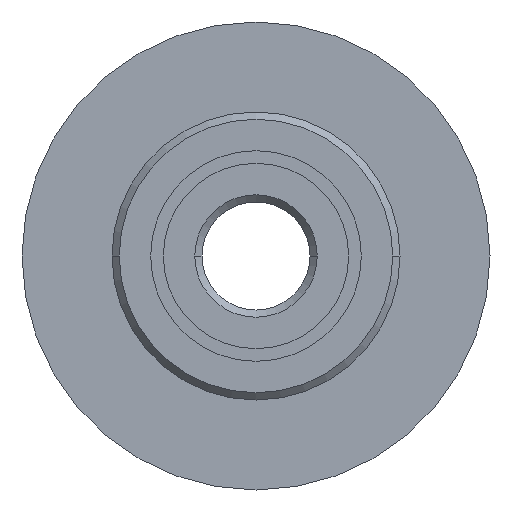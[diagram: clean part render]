
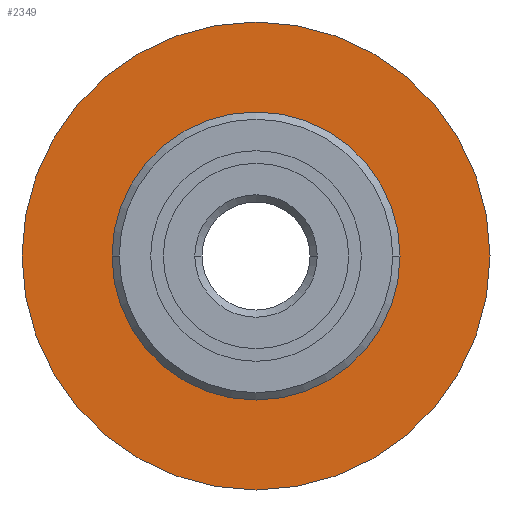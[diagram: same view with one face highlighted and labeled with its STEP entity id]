
A CAD part, front view. The second image highlights one B-rep face of the part: STEP entity #2349.
In plain terms, the highlighted planar face has unit normal (0, -1, 0).
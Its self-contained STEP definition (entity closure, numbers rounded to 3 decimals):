
#47 = CIRCLE ( 'NONE', #894, 6.5 ) ;
#81 = VERTEX_POINT ( 'NONE', #762 ) ;
#99 = VERTEX_POINT ( 'NONE', #1089 ) ;
#206 = DIRECTION ( 'NONE',  ( 0., 0., 1. ) ) ;
#207 = DIRECTION ( 'NONE',  ( 0., 0., 1. ) ) ;
#246 = ORIENTED_EDGE ( 'NONE', *, *, #284, .F. ) ;
#284 = EDGE_CURVE ( 'NONE', #1661, #81, #47, .T. ) ;
#398 = EDGE_CURVE ( 'NONE', #99, #2203, #652, .T. ) ;
#524 = CARTESIAN_POINT ( 'NONE',  ( 0., -4.2, -6.5 ) ) ;
#569 = DIRECTION ( 'NONE',  ( 0., 0., 1. ) ) ;
#599 = FACE_BOUND ( 'NONE', #1255, .T. ) ;
#652 = CIRCLE ( 'NONE', #838, 4. ) ;
#750 = DIRECTION ( 'NONE',  ( 0., 1., 0. ) ) ;
#762 = CARTESIAN_POINT ( 'NONE',  ( 0., -4.2, 6.5 ) ) ;
#808 = CARTESIAN_POINT ( 'NONE',  ( 0., -4.2, -4. ) ) ;
#838 = AXIS2_PLACEMENT_3D ( 'NONE', #1052, #2691, #569 ) ;
#874 = DIRECTION ( 'NONE',  ( 0., -1., 0. ) ) ;
#894 = AXIS2_PLACEMENT_3D ( 'NONE', #2589, #750, #206 ) ;
#928 = DIRECTION ( 'NONE',  ( 0., 0., 1. ) ) ;
#1052 = CARTESIAN_POINT ( 'NONE',  ( 0., -4.2, 0. ) ) ;
#1089 = CARTESIAN_POINT ( 'NONE',  ( 0., -4.2, 4. ) ) ;
#1148 = DIRECTION ( 'NONE',  ( 0., 1., 0. ) ) ;
#1255 = EDGE_LOOP ( 'NONE', ( #1351, #1946 ) ) ;
#1290 = CARTESIAN_POINT ( 'NONE',  ( 0., -4.2, 0. ) ) ;
#1351 = ORIENTED_EDGE ( 'NONE', *, *, #2271, .T. ) ;
#1407 = AXIS2_PLACEMENT_3D ( 'NONE', #2427, #1148, #928 ) ;
#1451 = EDGE_CURVE ( 'NONE', #81, #1661, #2016, .T. ) ;
#1525 = DIRECTION ( 'NONE',  ( 0., 0., 1. ) ) ;
#1661 = VERTEX_POINT ( 'NONE', #524 ) ;
#1785 = EDGE_LOOP ( 'NONE', ( #2035, #246 ) ) ;
#1786 = AXIS2_PLACEMENT_3D ( 'NONE', #2151, #874, #1525 ) ;
#1937 = PLANE ( 'NONE',  #1786 ) ;
#1946 = ORIENTED_EDGE ( 'NONE', *, *, #398, .T. ) ;
#2016 = CIRCLE ( 'NONE', #2573, 6.5 ) ;
#2035 = ORIENTED_EDGE ( 'NONE', *, *, #1451, .F. ) ;
#2089 = FACE_OUTER_BOUND ( 'NONE', #1785, .T. ) ;
#2145 = DIRECTION ( 'NONE',  ( 0., 1., 0. ) ) ;
#2151 = CARTESIAN_POINT ( 'NONE',  ( 0., -4.2, 0. ) ) ;
#2203 = VERTEX_POINT ( 'NONE', #808 ) ;
#2271 = EDGE_CURVE ( 'NONE', #2203, #99, #2448, .T. ) ;
#2349 = ADVANCED_FACE ( 'NONE', ( #2089, #599 ), #1937, .T. ) ;
#2427 = CARTESIAN_POINT ( 'NONE',  ( 0., -4.2, 0. ) ) ;
#2448 = CIRCLE ( 'NONE', #1407, 4. ) ;
#2573 = AXIS2_PLACEMENT_3D ( 'NONE', #1290, #2145, #207 ) ;
#2589 = CARTESIAN_POINT ( 'NONE',  ( 0., -4.2, 0. ) ) ;
#2691 = DIRECTION ( 'NONE',  ( 0., 1., 0. ) ) ;
